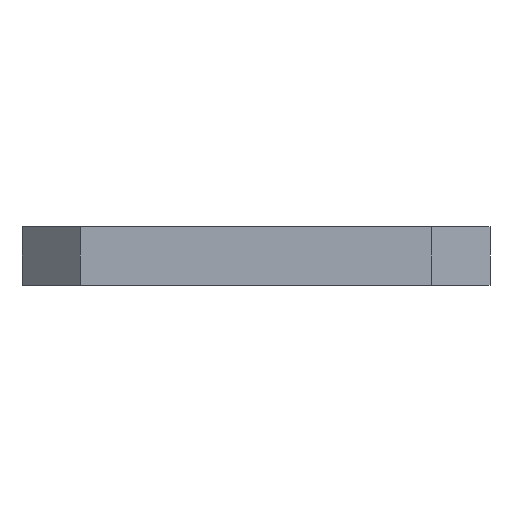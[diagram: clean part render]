
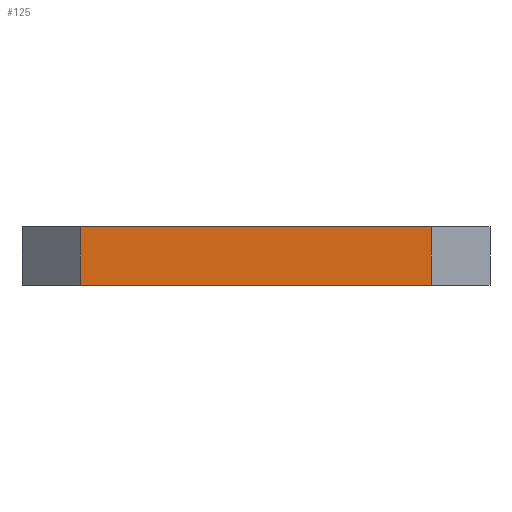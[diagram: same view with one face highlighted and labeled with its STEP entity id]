
A CAD part, left-side view. The second image highlights one B-rep face of the part: STEP entity #125.
In plain terms, the highlighted planar face has unit normal (-1, 0, 0).
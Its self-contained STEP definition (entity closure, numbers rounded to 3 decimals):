
#125 = ADVANCED_FACE( '', ( #433 ), #434, .F. );
#433 = FACE_OUTER_BOUND( '', #813, .T. );
#434 = PLANE( '', #814 );
#813 = EDGE_LOOP( '', ( #1328, #1329, #1330, #1331 ) );
#814 = AXIS2_PLACEMENT_3D( '', #1332, #1333, #1334 );
#1328 = ORIENTED_EDGE( '', *, *, #1572, .F. );
#1329 = ORIENTED_EDGE( '', *, *, #1677, .T. );
#1330 = ORIENTED_EDGE( '', *, *, #1637, .T. );
#1331 = ORIENTED_EDGE( '', *, *, #1674, .T. );
#1332 = CARTESIAN_POINT( '', ( -200., 200., 50. ) );
#1333 = DIRECTION( '', ( 1., 0., 0. ) );
#1334 = DIRECTION( '', ( 0., 1., 0. ) );
#1572 = EDGE_CURVE( '', #1791, #1793, #1794, .T. );
#1637 = EDGE_CURVE( '', #1923, #1921, #1924, .T. );
#1674 = EDGE_CURVE( '', #1921, #1793, #1994, .T. );
#1677 = EDGE_CURVE( '', #1791, #1923, #1997, .T. );
#1791 = VERTEX_POINT( '', #2116 );
#1793 = VERTEX_POINT( '', #2119 );
#1794 = LINE( '', #2120, #2121 );
#1921 = VERTEX_POINT( '', #2252 );
#1923 = VERTEX_POINT( '', #2255 );
#1924 = LINE( '', #2256, #2257 );
#1994 = LINE( '', #2330, #2331 );
#1997 = LINE( '', #2336, #2337 );
#2116 = CARTESIAN_POINT( '', ( -200., 150., 50. ) );
#2119 = CARTESIAN_POINT( '', ( -200., -150., 50. ) );
#2120 = CARTESIAN_POINT( '', ( -200., 200., 50. ) );
#2121 = VECTOR( '', #2499, 1000. );
#2252 = CARTESIAN_POINT( '', ( -200., -150., 0. ) );
#2255 = CARTESIAN_POINT( '', ( -200., 150., 0. ) );
#2256 = CARTESIAN_POINT( '', ( -200., 200., 0. ) );
#2257 = VECTOR( '', #2682, 1000. );
#2330 = CARTESIAN_POINT( '', ( -200., -150., 50. ) );
#2331 = VECTOR( '', #2782, 1000. );
#2336 = CARTESIAN_POINT( '', ( -200., 150., 50. ) );
#2337 = VECTOR( '', #2785, 1000. );
#2499 = DIRECTION( '', ( 0., -1., 0. ) );
#2682 = DIRECTION( '', ( 0., -1., 0. ) );
#2782 = DIRECTION( '', ( 0., 0., 1. ) );
#2785 = DIRECTION( '', ( 0., 0., -1. ) );
